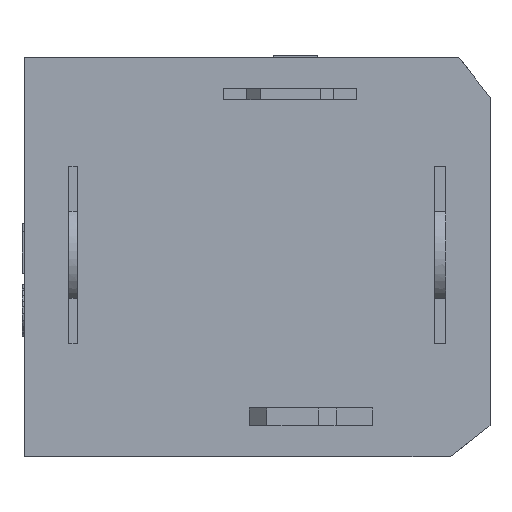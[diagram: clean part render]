
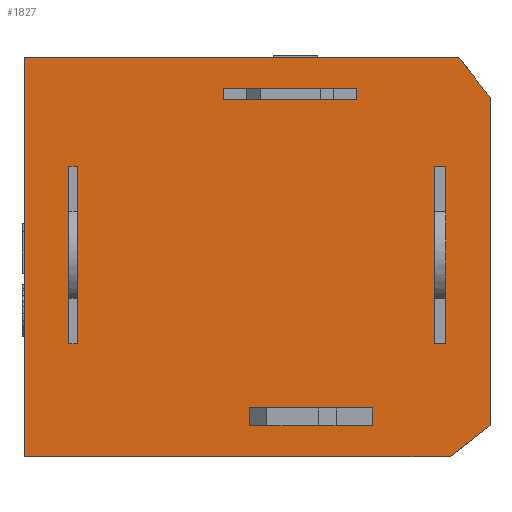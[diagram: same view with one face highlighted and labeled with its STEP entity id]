
A CAD part, front view. The second image highlights one B-rep face of the part: STEP entity #1827.
In plain terms, the highlighted planar face has unit normal (0, -1, 0).
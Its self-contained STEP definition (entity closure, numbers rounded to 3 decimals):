
#1636=CARTESIAN_POINT('',(0.2,0.,-0.164));
#1637=DIRECTION('',(0.,1.,0.));
#1638=DIRECTION('',(1.,0.,0.));
#1639=AXIS2_PLACEMENT_3D('',#1636,#1637,#1638);
#1640=PLANE('',#1639);
#1641=CARTESIAN_POINT('',(5.27,0.,-8.464));
#1642=VERTEX_POINT('',#1641);
#1643=CARTESIAN_POINT('',(5.27,0.,-8.064));
#1644=VERTEX_POINT('',#1643);
#1645=CARTESIAN_POINT('',(5.27,0.,-8.464));
#1646=DIRECTION('',(-0.,-0.,1.));
#1647=VECTOR('',#1646,0.4);
#1648=LINE('',#1645,#1647);
#1649=EDGE_CURVE('',#1642,#1644,#1648,.T.);
#1650=ORIENTED_EDGE('',*,*,#1649,.T.);
#1651=CARTESIAN_POINT('',(8.05,0.,-8.064));
#1652=VERTEX_POINT('',#1651);
#1653=CARTESIAN_POINT('',(8.05,0.,-8.064));
#1654=DIRECTION('',(-1.,-0.,0.));
#1655=VECTOR('',#1654,2.78);
#1656=LINE('',#1653,#1655);
#1657=EDGE_CURVE('',#1652,#1644,#1656,.T.);
#1658=ORIENTED_EDGE('',*,*,#1657,.F.);
#1659=CARTESIAN_POINT('',(8.05,0.,-8.464));
#1660=VERTEX_POINT('',#1659);
#1661=CARTESIAN_POINT('',(8.05,0.,-8.464));
#1662=DIRECTION('',(-0.,-0.,1.));
#1663=VECTOR('',#1662,0.4);
#1664=LINE('',#1661,#1663);
#1665=EDGE_CURVE('',#1660,#1652,#1664,.T.);
#1666=ORIENTED_EDGE('',*,*,#1665,.F.);
#1667=CARTESIAN_POINT('',(8.05,0.,-8.464));
#1668=DIRECTION('',(-1.,-0.,0.));
#1669=VECTOR('',#1668,2.78);
#1670=LINE('',#1667,#1669);
#1671=EDGE_CURVE('',#1660,#1642,#1670,.T.);
#1672=ORIENTED_EDGE('',*,*,#1671,.T.);
#1673=EDGE_LOOP('',(#1650,#1658,#1666,#1672));
#1674=FACE_BOUND('',#1673,.T.);
#1675=CARTESIAN_POINT('',(10.7,-0.,-8.464));
#1676=VERTEX_POINT('',#1675);
#1677=CARTESIAN_POINT('',(9.8,-0.,-9.164));
#1678=VERTEX_POINT('',#1677);
#1679=CARTESIAN_POINT('',(10.7,-0.,-8.464));
#1680=DIRECTION('',(-0.789,-0.,-0.614));
#1681=VECTOR('',#1680,1.14);
#1682=LINE('',#1679,#1681);
#1683=EDGE_CURVE('',#1676,#1678,#1682,.T.);
#1684=ORIENTED_EDGE('',*,*,#1683,.F.);
#1685=CARTESIAN_POINT('',(10.7,-0.,-1.064));
#1686=VERTEX_POINT('',#1685);
#1687=CARTESIAN_POINT('',(10.7,0.,-1.064));
#1688=DIRECTION('',(0.,0.,-1.));
#1689=VECTOR('',#1688,7.4);
#1690=LINE('',#1687,#1689);
#1691=EDGE_CURVE('',#1686,#1676,#1690,.T.);
#1692=ORIENTED_EDGE('',*,*,#1691,.F.);
#1693=CARTESIAN_POINT('',(10.,-0.,-0.164));
#1694=VERTEX_POINT('',#1693);
#1695=CARTESIAN_POINT('',(10.,-0.,-0.164));
#1696=DIRECTION('',(0.614,-0.,-0.789));
#1697=VECTOR('',#1696,1.14);
#1698=LINE('',#1695,#1697);
#1699=EDGE_CURVE('',#1694,#1686,#1698,.T.);
#1700=ORIENTED_EDGE('',*,*,#1699,.F.);
#1701=CARTESIAN_POINT('',(0.2,0.,-0.164));
#1702=VERTEX_POINT('',#1701);
#1703=CARTESIAN_POINT('',(0.2,0.,-0.164));
#1704=DIRECTION('',(1.,0.,-0.));
#1705=VECTOR('',#1704,9.8);
#1706=LINE('',#1703,#1705);
#1707=EDGE_CURVE('',#1702,#1694,#1706,.T.);
#1708=ORIENTED_EDGE('',*,*,#1707,.F.);
#1709=CARTESIAN_POINT('',(0.2,0.,-9.164));
#1710=VERTEX_POINT('',#1709);
#1711=CARTESIAN_POINT('',(0.2,0.,-9.164));
#1712=DIRECTION('',(0.,0.,1.));
#1713=VECTOR('',#1712,9.);
#1714=LINE('',#1711,#1713);
#1715=EDGE_CURVE('',#1710,#1702,#1714,.T.);
#1716=ORIENTED_EDGE('',*,*,#1715,.F.);
#1717=CARTESIAN_POINT('',(9.8,0.,-9.164));
#1718=DIRECTION('',(-1.,0.,0.));
#1719=VECTOR('',#1718,9.6);
#1720=LINE('',#1717,#1719);
#1721=EDGE_CURVE('',#1678,#1710,#1720,.T.);
#1722=ORIENTED_EDGE('',*,*,#1721,.F.);
#1723=EDGE_LOOP('',(#1684,#1692,#1700,#1708,#1716,#1722));
#1724=FACE_BOUND('',#1723,.T.);
#1725=CARTESIAN_POINT('',(1.2,0.,-6.614));
#1726=VERTEX_POINT('',#1725);
#1727=CARTESIAN_POINT('',(1.4,0.,-6.614));
#1728=VERTEX_POINT('',#1727);
#1729=CARTESIAN_POINT('',(1.2,0.,-6.614));
#1730=DIRECTION('',(1.,-0.,-0.));
#1731=VECTOR('',#1730,0.2);
#1732=LINE('',#1729,#1731);
#1733=EDGE_CURVE('',#1726,#1728,#1732,.T.);
#1734=ORIENTED_EDGE('',*,*,#1733,.F.);
#1735=CARTESIAN_POINT('',(1.2,0.,-2.614));
#1736=VERTEX_POINT('',#1735);
#1737=CARTESIAN_POINT('',(1.2,0.,-6.614));
#1738=DIRECTION('',(-0.,-0.,1.));
#1739=VECTOR('',#1738,4.);
#1740=LINE('',#1737,#1739);
#1741=EDGE_CURVE('',#1726,#1736,#1740,.T.);
#1742=ORIENTED_EDGE('',*,*,#1741,.T.);
#1743=CARTESIAN_POINT('',(1.4,0.,-2.614));
#1744=VERTEX_POINT('',#1743);
#1745=CARTESIAN_POINT('',(1.2,0.,-2.614));
#1746=DIRECTION('',(1.,0.,-0.));
#1747=VECTOR('',#1746,0.2);
#1748=LINE('',#1745,#1747);
#1749=EDGE_CURVE('',#1736,#1744,#1748,.T.);
#1750=ORIENTED_EDGE('',*,*,#1749,.T.);
#1751=CARTESIAN_POINT('',(1.4,0.,-6.614));
#1752=DIRECTION('',(-0.,-0.,1.));
#1753=VECTOR('',#1752,4.);
#1754=LINE('',#1751,#1753);
#1755=EDGE_CURVE('',#1728,#1744,#1754,.T.);
#1756=ORIENTED_EDGE('',*,*,#1755,.F.);
#1757=EDGE_LOOP('',(#1734,#1742,#1750,#1756));
#1758=FACE_BOUND('',#1757,.T.);
#1759=CARTESIAN_POINT('',(9.45,0.,-6.614));
#1760=VERTEX_POINT('',#1759);
#1761=CARTESIAN_POINT('',(9.7,0.,-6.614));
#1762=VERTEX_POINT('',#1761);
#1763=CARTESIAN_POINT('',(9.45,0.,-6.614));
#1764=DIRECTION('',(1.,-0.,-0.));
#1765=VECTOR('',#1764,0.25);
#1766=LINE('',#1763,#1765);
#1767=EDGE_CURVE('',#1760,#1762,#1766,.T.);
#1768=ORIENTED_EDGE('',*,*,#1767,.F.);
#1769=CARTESIAN_POINT('',(9.45,0.,-2.614));
#1770=VERTEX_POINT('',#1769);
#1771=CARTESIAN_POINT('',(9.45,0.,-6.614));
#1772=DIRECTION('',(-0.,-0.,1.));
#1773=VECTOR('',#1772,4.);
#1774=LINE('',#1771,#1773);
#1775=EDGE_CURVE('',#1760,#1770,#1774,.T.);
#1776=ORIENTED_EDGE('',*,*,#1775,.T.);
#1777=CARTESIAN_POINT('',(9.7,0.,-2.614));
#1778=VERTEX_POINT('',#1777);
#1779=CARTESIAN_POINT('',(9.45,0.,-2.614));
#1780=DIRECTION('',(1.,0.,-0.));
#1781=VECTOR('',#1780,0.25);
#1782=LINE('',#1779,#1781);
#1783=EDGE_CURVE('',#1770,#1778,#1782,.T.);
#1784=ORIENTED_EDGE('',*,*,#1783,.T.);
#1785=CARTESIAN_POINT('',(9.7,0.,-6.614));
#1786=DIRECTION('',(-0.,-0.,1.));
#1787=VECTOR('',#1786,4.);
#1788=LINE('',#1785,#1787);
#1789=EDGE_CURVE('',#1762,#1778,#1788,.T.);
#1790=ORIENTED_EDGE('',*,*,#1789,.F.);
#1791=EDGE_LOOP('',(#1768,#1776,#1784,#1790));
#1792=FACE_BOUND('',#1791,.T.);
#1793=CARTESIAN_POINT('',(4.7,0.,-1.114));
#1794=VERTEX_POINT('',#1793);
#1795=CARTESIAN_POINT('',(4.7,0.,-0.864));
#1796=VERTEX_POINT('',#1795);
#1797=CARTESIAN_POINT('',(4.7,0.,-1.114));
#1798=DIRECTION('',(-0.,-0.,1.));
#1799=VECTOR('',#1798,0.25);
#1800=LINE('',#1797,#1799);
#1801=EDGE_CURVE('',#1794,#1796,#1800,.T.);
#1802=ORIENTED_EDGE('',*,*,#1801,.T.);
#1803=CARTESIAN_POINT('',(7.7,0.,-0.864));
#1804=VERTEX_POINT('',#1803);
#1805=CARTESIAN_POINT('',(4.7,0.,-0.864));
#1806=DIRECTION('',(1.,0.,-0.));
#1807=VECTOR('',#1806,3.);
#1808=LINE('',#1805,#1807);
#1809=EDGE_CURVE('',#1796,#1804,#1808,.T.);
#1810=ORIENTED_EDGE('',*,*,#1809,.T.);
#1811=CARTESIAN_POINT('',(7.7,0.,-1.114));
#1812=VERTEX_POINT('',#1811);
#1813=CARTESIAN_POINT('',(7.7,0.,-0.864));
#1814=DIRECTION('',(0.,0.,-1.));
#1815=VECTOR('',#1814,0.25);
#1816=LINE('',#1813,#1815);
#1817=EDGE_CURVE('',#1804,#1812,#1816,.T.);
#1818=ORIENTED_EDGE('',*,*,#1817,.T.);
#1819=CARTESIAN_POINT('',(4.7,0.,-1.114));
#1820=DIRECTION('',(1.,-0.,-0.));
#1821=VECTOR('',#1820,3.);
#1822=LINE('',#1819,#1821);
#1823=EDGE_CURVE('',#1794,#1812,#1822,.T.);
#1824=ORIENTED_EDGE('',*,*,#1823,.F.);
#1825=EDGE_LOOP('',(#1802,#1810,#1818,#1824));
#1826=FACE_BOUND('',#1825,.T.);
#1827=ADVANCED_FACE('',(#1674,#1724,#1758,#1792,#1826),#1640,.F.);
